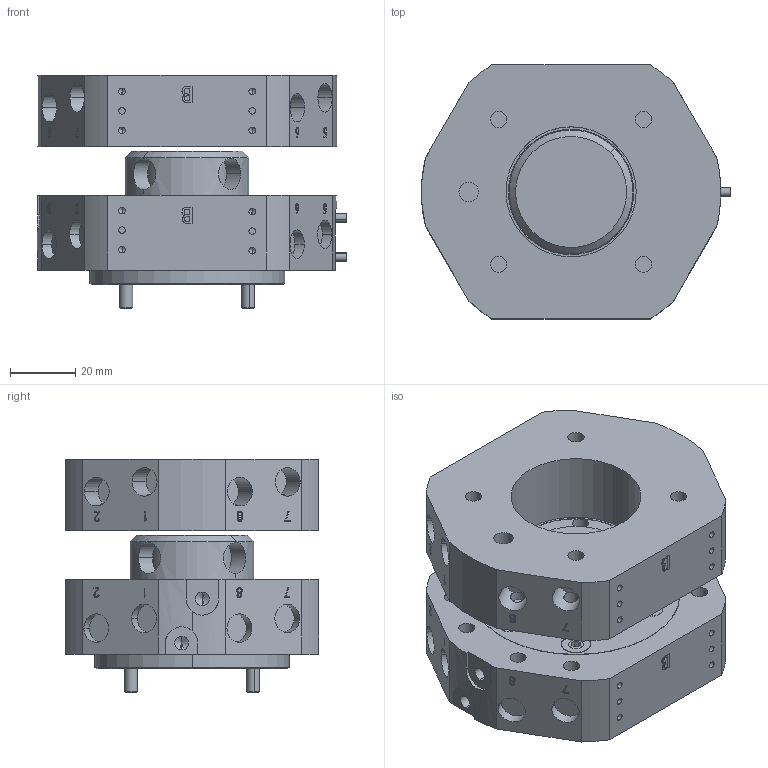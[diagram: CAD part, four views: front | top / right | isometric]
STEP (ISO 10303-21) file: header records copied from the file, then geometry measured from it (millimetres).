
FILE_DESCRIPTION (( 'STEP AP203' ), '1' );
FILE_NAME ('QTC25.STEP', '2025-08-18T01:21:28', ( 'USER-' ), ( 'Microsoft' ), 'SwSTEP 2.0', 'SolidWorks 2018', '' );
FILE_SCHEMA (( 'CONFIG_CONTROL_DESIGN' ));
Length unit declared in the file: millimetre
Products named in the file (8): QTC25-M-15 換覜ん揤輸-1; 0 -QTC25-T; 内六角沉头螺钉[GBT70_3-2008][M4×35×20]; 4mm眻噤換覜ん; QTC25-M-03 鼠攫詩迖; QTC25-M-01 鼠攫翋釱; QTC25; QTC25-M
Assembly tree (11 placements, depth 3):
  QTC25
    QTC25-M
      QTC25-M-01 鼠攫翋釱
      QTC25-M-03 鼠攫詩迖
      内六角沉头螺钉[GBT70_3-2008][M4×35×20]  x4
      QTC25-M-15 換覜ん揤輸-1
      4mm眻噤換覜ん  x2
    0 -QTC25-T
Bounding box: 95 x 78 x 71.87 mm (x, y, z)
Volume: 259274.4 mm3; surface area: 58122 mm2
Topology: 10 solids, 10 shells, 764 faces, 1822 edges, 1146 vertices
Faces by surface type: plane 293, cylinder 269, cone 124, bspline 70, torus 8
Entity records: 28918 total; most frequent: CARTESIAN_POINT 12470, ORIENTED_EDGE 3194, DIRECTION 3091, EDGE_CURVE 1597, AXIS2_PLACEMENT_3D 1122, VERTEX_POINT 1045, VECTOR 847, LINE 847
